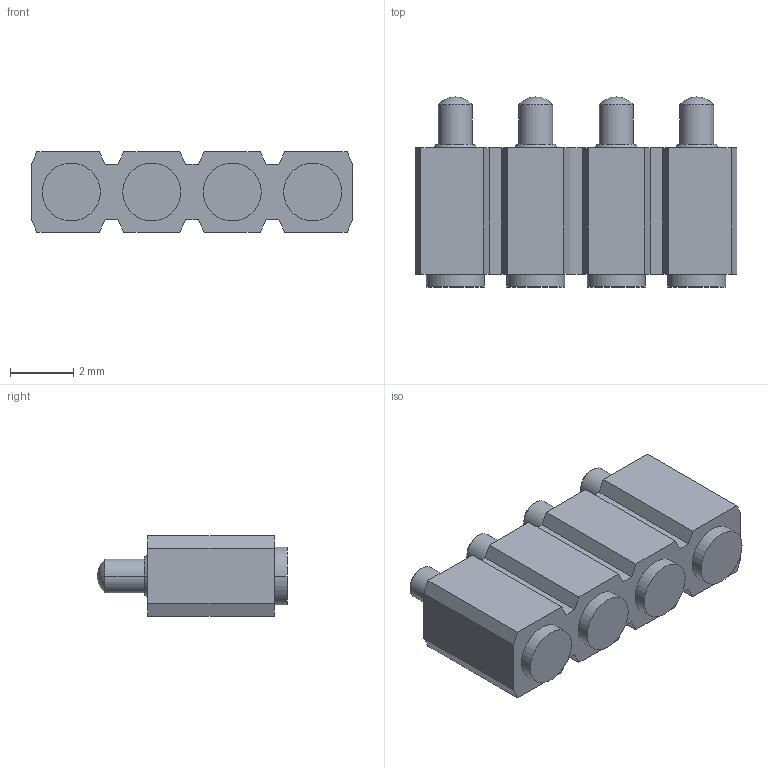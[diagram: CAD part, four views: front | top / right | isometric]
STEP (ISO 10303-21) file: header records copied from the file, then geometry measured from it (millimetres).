
FILE_DESCRIPTION(('STEP AP214'),'1');
FILE_NAME('slc_connector_811-s1-004-30-014101.stp','2020-04-09T10:08:58',('TraceParts'),('TraceParts S.A.'),'Spatial InterOp 3D',' ',' ');
FILE_SCHEMA(('AUTOMOTIVE_DESIGN { 1 0 10303 214 1 1 1 1 }'));
Length unit declared in the file: millimetre
Products named in the file (1): slc_connector_811-s1-004-30-014101_1
Bounding box: 10.16 x 6 x 2.54 mm (x, y, z)
Volume: 98.2 mm3; surface area: 307.2 mm2
Topology: 5 solids, 5 shells, 130 faces, 288 edges, 180 vertices
Faces by surface type: plane 54, cylinder 40, cone 32, sphere 4
Entity records: 4608 total; most frequent: DIRECTION 662, CARTESIAN_POINT 595, ORIENTED_EDGE 560, EDGE_CURVE 280, AXIS2_PLACEMENT_3D 247, VERTEX_POINT 180, LINE 168, VECTOR 168
